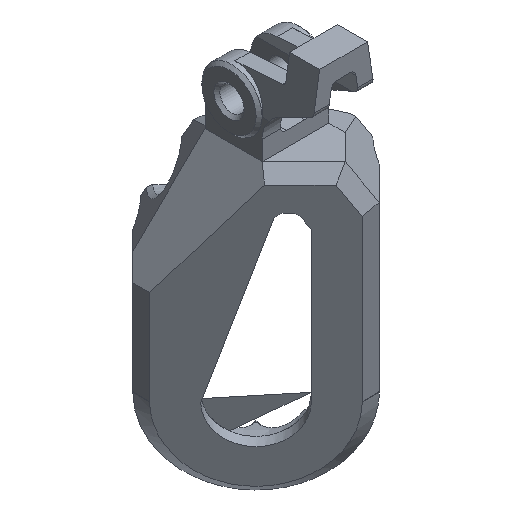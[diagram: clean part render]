
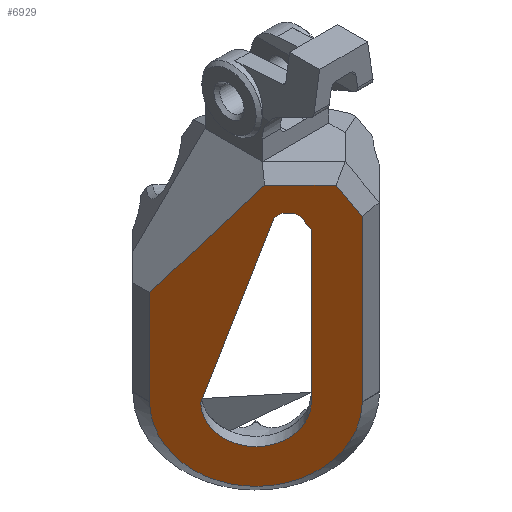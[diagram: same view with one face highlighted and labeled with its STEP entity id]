
A CAD part, isometric view. The second image highlights one B-rep face of the part: STEP entity #6929.
In plain terms, the highlighted planar face has unit normal (-0.707, -0.707, -0.035).
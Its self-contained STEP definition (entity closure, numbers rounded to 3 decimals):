
#126=CIRCLE('',#7278,3.);
#127=CIRCLE('',#7279,3.);
#128=CIRCLE('',#7280,13.);
#160=FACE_BOUND('',#977,.T.);
#569=FACE_OUTER_BOUND('',#976,.T.);
#976=EDGE_LOOP('',(#5587,#5588,#5589,#5590,#5591,#5592,#5593,#5594));
#977=EDGE_LOOP('',(#5595,#5596,#5597,#5598,#5599,#5600,#5601));
#1489=LINE('',#11503,#1918);
#1491=LINE('',#11507,#1920);
#1493=LINE('',#11511,#1922);
#1494=LINE('',#11534,#1923);
#1495=LINE('',#11535,#1924);
#1496=LINE('',#11538,#1925);
#1497=LINE('',#11542,#1926);
#1498=LINE('',#11546,#1927);
#1499=LINE('',#11548,#1928);
#1918=VECTOR('',#7998,10.);
#1920=VECTOR('',#8002,10.);
#1922=VECTOR('',#8006,10.);
#1923=VECTOR('',#8007,10.);
#1924=VECTOR('',#8008,10.);
#1925=VECTOR('',#8009,10.);
#1926=VECTOR('',#8012,10.);
#1927=VECTOR('',#8015,10.);
#1928=VECTOR('',#8016,10.);
#2264=B_SPLINE_CURVE_WITH_KNOTS('',3,(#11513,#11514,#11515,#11516),
 .UNSPECIFIED.,.F.,.F.,(4,4),(-1.576,-1.571),
 .UNSPECIFIED.);
#2265=B_SPLINE_CURVE_WITH_KNOTS('',3,(#11518,#11519,#11520,#11521,#11522,
#11523,#11524,#11525,#11526,#11527),.UNSPECIFIED.,.F.,.F.,(4,1,1,1,1,1,
1,4),(-4.708,-4.26,-3.813,-3.365,
-2.918,-2.47,-2.023,-1.576),
 .UNSPECIFIED.);
#2266=B_SPLINE_CURVE_WITH_KNOTS('',3,(#11529,#11530,#11531,#11532),
 .UNSPECIFIED.,.F.,.F.,(4,4),(1.571,1.576),
 .UNSPECIFIED.);
#3010=VERTEX_POINT('',#11500);
#3011=VERTEX_POINT('',#11502);
#3012=VERTEX_POINT('',#11506);
#3013=VERTEX_POINT('',#11510);
#3014=VERTEX_POINT('',#11512);
#3015=VERTEX_POINT('',#11517);
#3016=VERTEX_POINT('',#11528);
#3017=VERTEX_POINT('',#11533);
#3018=VERTEX_POINT('',#11536);
#3019=VERTEX_POINT('',#11537);
#3020=VERTEX_POINT('',#11539);
#3021=VERTEX_POINT('',#11541);
#3022=VERTEX_POINT('',#11543);
#3023=VERTEX_POINT('',#11545);
#3024=VERTEX_POINT('',#11547);
#3910=EDGE_CURVE('',#3011,#3010,#1489,.T.);
#3912=EDGE_CURVE('',#3011,#3012,#1491,.T.);
#3914=EDGE_CURVE('',#3013,#3010,#1493,.T.);
#3915=EDGE_CURVE('',#3014,#3013,#2264,.T.);
#3916=EDGE_CURVE('',#3015,#3014,#2265,.T.);
#3917=EDGE_CURVE('',#3016,#3015,#2266,.T.);
#3918=EDGE_CURVE('',#3017,#3016,#1494,.T.);
#3919=EDGE_CURVE('',#3012,#3017,#1495,.T.);
#3920=EDGE_CURVE('',#3018,#3019,#1496,.T.);
#3921=EDGE_CURVE('',#3019,#3020,#126,.T.);
#3922=EDGE_CURVE('',#3020,#3021,#1497,.T.);
#3923=EDGE_CURVE('',#3021,#3022,#127,.T.);
#3924=EDGE_CURVE('',#3022,#3023,#1498,.T.);
#3925=EDGE_CURVE('',#3023,#3024,#1499,.T.);
#3926=EDGE_CURVE('',#3024,#3018,#128,.T.);
#5587=ORIENTED_EDGE('',*,*,#3910,.T.);
#5588=ORIENTED_EDGE('',*,*,#3914,.F.);
#5589=ORIENTED_EDGE('',*,*,#3915,.F.);
#5590=ORIENTED_EDGE('',*,*,#3916,.F.);
#5591=ORIENTED_EDGE('',*,*,#3917,.F.);
#5592=ORIENTED_EDGE('',*,*,#3918,.F.);
#5593=ORIENTED_EDGE('',*,*,#3919,.F.);
#5594=ORIENTED_EDGE('',*,*,#3912,.F.);
#5595=ORIENTED_EDGE('',*,*,#3920,.T.);
#5596=ORIENTED_EDGE('',*,*,#3921,.T.);
#5597=ORIENTED_EDGE('',*,*,#3922,.T.);
#5598=ORIENTED_EDGE('',*,*,#3923,.T.);
#5599=ORIENTED_EDGE('',*,*,#3924,.T.);
#5600=ORIENTED_EDGE('',*,*,#3925,.T.);
#5601=ORIENTED_EDGE('',*,*,#3926,.T.);
#6643=PLANE('',#7277);
#6929=ADVANCED_FACE('',(#569,#160),#6643,.F.);
#7277=AXIS2_PLACEMENT_3D('',#11509,#8004,#8005);
#7278=AXIS2_PLACEMENT_3D('',#11540,#8010,#8011);
#7279=AXIS2_PLACEMENT_3D('',#11544,#8013,#8014);
#7280=AXIS2_PLACEMENT_3D('',#11549,#8017,#8018);
#7998=DIRECTION('',(-0.439,0.477,-0.761));
#8002=DIRECTION('',(0.707,-0.707,0.));
#8004=DIRECTION('center_axis',(0.707,0.707,0.035));
#8005=DIRECTION('ref_axis',(0.049,0.,-0.999));
#8006=DIRECTION('',(-0.025,-0.025,0.999));
#8007=DIRECTION('',(0.025,0.025,-0.999));
#8008=DIRECTION('',(0.413,-0.372,-0.832));
#8009=DIRECTION('',(0.189,-0.236,0.953));
#8010=DIRECTION('center_axis',(0.707,0.707,0.035));
#8011=DIRECTION('ref_axis',(-0.682,0.667,0.301));
#8012=DIRECTION('',(0.707,-0.707,0.));
#8013=DIRECTION('center_axis',(0.707,0.707,0.035));
#8014=DIRECTION('ref_axis',(-0.025,-0.025,0.999));
#8015=DIRECTION('',(0.413,-0.372,-0.832));
#8016=DIRECTION('',(0.025,0.025,-0.999));
#8017=DIRECTION('center_axis',(0.707,0.707,0.035));
#8018=DIRECTION('ref_axis',(0.707,-0.707,0.));
#11500=CARTESIAN_POINT('',(-32.689,7.694,-48.75));
#11502=CARTESIAN_POINT('',(-14.357,-12.206,-16.998));
#11503=CARTESIAN_POINT('',(-19.149,-7.004,-25.297));
#11506=CARTESIAN_POINT('',(-2.46,-24.103,-16.998));
#11507=CARTESIAN_POINT('',(-8.371,-18.192,-16.998));
#11509=CARTESIAN_POINT('Origin',(-14.696,-9.669,-61.5));
#11510=CARTESIAN_POINT('',(-31.893,8.49,-81.));
#11511=CARTESIAN_POINT('',(-32.591,7.792,-52.735));
#11512=CARTESIAN_POINT('',(-31.889,8.493,-81.12));
#11513=CARTESIAN_POINT('Ctrl Pts',(-31.889,8.493,-81.12));
#11514=CARTESIAN_POINT('Ctrl Pts',(-31.891,8.492,-81.08));
#11515=CARTESIAN_POINT('Ctrl Pts',(-31.892,8.491,-81.04));
#11516=CARTESIAN_POINT('Ctrl Pts',(-31.893,8.49,-81.));
#11517=CARTESIAN_POINT('',(3.465,-26.862,-81.12));
#11518=CARTESIAN_POINT('Ctrl Pts',(3.465,-26.862,-81.12));
#11519=CARTESIAN_POINT('Ctrl Pts',(3.545,-26.757,-84.85));
#11520=CARTESIAN_POINT('Ctrl Pts',(2.504,-25.348,-92.297));
#11521=CARTESIAN_POINT('Ctrl Pts',(-2.348,-20.054,
-101.248));
#11522=CARTESIAN_POINT('Ctrl Pts',(-9.538,-12.619,
-106.206));
#11523=CARTESIAN_POINT('Ctrl Pts',(-17.647,-4.51,
-106.21));
#11524=CARTESIAN_POINT('Ctrl Pts',(-25.08,2.678,-101.244));
#11525=CARTESIAN_POINT('Ctrl Pts',(-30.377,7.533,-92.299));
#11526=CARTESIAN_POINT('Ctrl Pts',(-31.785,8.573,-84.85));
#11527=CARTESIAN_POINT('Ctrl Pts',(-31.889,8.493,-81.12));
#11528=CARTESIAN_POINT('',(3.463,-26.865,-81.));
#11529=CARTESIAN_POINT('Ctrl Pts',(3.463,-26.865,-81.));
#11530=CARTESIAN_POINT('Ctrl Pts',(3.464,-26.864,-81.04));
#11531=CARTESIAN_POINT('Ctrl Pts',(3.465,-26.863,-81.08));
#11532=CARTESIAN_POINT('Ctrl Pts',(3.465,-26.862,-81.12));
#11533=CARTESIAN_POINT('',(2.11,-28.218,-26.21));
#11534=CARTESIAN_POINT('',(3.233,-27.094,-71.712));
#11535=CARTESIAN_POINT('',(5.733,-31.48,-33.512));
#11536=CARTESIAN_POINT('',(-23.4,0.012,-81.279));
#11537=CARTESIAN_POINT('',(-12.698,-13.353,-27.375));
#11538=CARTESIAN_POINT('',(-15.893,-9.363,-43.469));
#11539=CARTESIAN_POINT('',(-10.726,-15.428,-25.279));
#11540=CARTESIAN_POINT('Origin',(-10.652,-15.354,-28.277));
#11541=CARTESIAN_POINT('',(-9.818,-16.336,-25.279));
#11542=CARTESIAN_POINT('',(-12.704,-13.45,-25.279));
#11543=CARTESIAN_POINT('',(-8.019,-18.069,-26.615));
#11544=CARTESIAN_POINT('Origin',(-9.744,-16.262,-28.277));
#11545=CARTESIAN_POINT('',(-6.279,-19.636,-30.124));
#11546=CARTESIAN_POINT('',(-2.376,-23.151,-37.991));
#11547=CARTESIAN_POINT('',(-5.016,-18.373,-81.279));
#11548=CARTESIAN_POINT('',(-5.26,-18.617,-71.39));
#11549=CARTESIAN_POINT('Origin',(-14.208,-9.18,-81.279));
